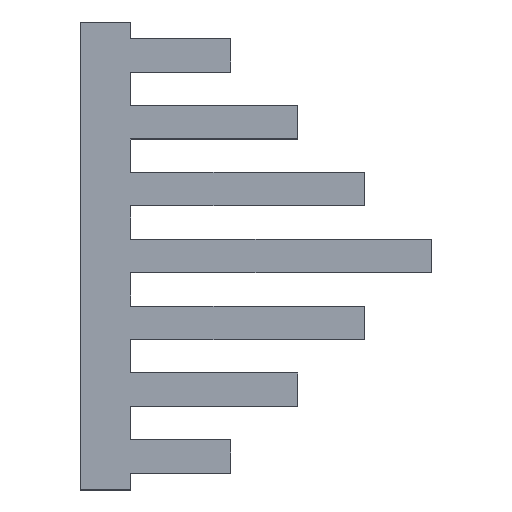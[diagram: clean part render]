
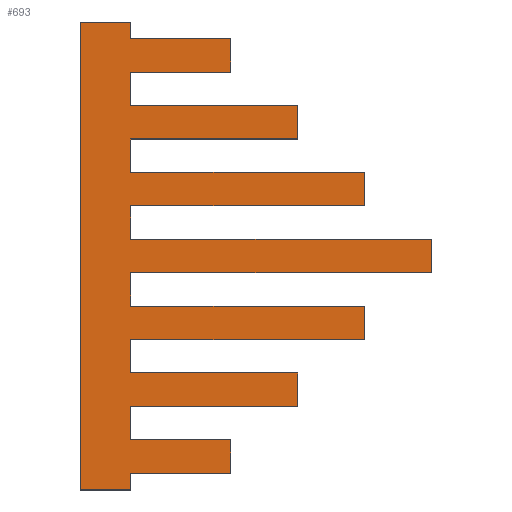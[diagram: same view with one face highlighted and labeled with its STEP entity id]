
A CAD part, top view. The second image highlights one B-rep face of the part: STEP entity #693.
In plain terms, the highlighted planar face has unit normal (0, 0, 1).
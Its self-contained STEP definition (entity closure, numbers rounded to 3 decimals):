
#47=FACE_OUTER_BOUND('',#81,.T.);
#81=EDGE_LOOP('',(#563,#564,#565,#566,#567,#568,#569,#570,#571,#572,#573,
#574,#575,#576,#577,#578,#579,#580,#581,#582,#583,#584,#585,#586,#587,#588,
#589,#590,#591,#592,#593,#594));
#85=LINE('',#917,#181);
#88=LINE('',#923,#184);
#91=LINE('',#929,#187);
#94=LINE('',#935,#190);
#97=LINE('',#941,#193);
#100=LINE('',#947,#196);
#103=LINE('',#953,#199);
#106=LINE('',#959,#202);
#109=LINE('',#965,#205);
#112=LINE('',#971,#208);
#115=LINE('',#977,#211);
#118=LINE('',#983,#214);
#121=LINE('',#989,#217);
#124=LINE('',#995,#220);
#127=LINE('',#1001,#223);
#130=LINE('',#1007,#226);
#133=LINE('',#1013,#229);
#136=LINE('',#1019,#232);
#139=LINE('',#1025,#235);
#142=LINE('',#1031,#238);
#145=LINE('',#1037,#241);
#148=LINE('',#1043,#244);
#151=LINE('',#1049,#247);
#154=LINE('',#1055,#250);
#157=LINE('',#1061,#253);
#160=LINE('',#1067,#256);
#163=LINE('',#1073,#259);
#166=LINE('',#1079,#262);
#169=LINE('',#1085,#265);
#172=LINE('',#1091,#268);
#175=LINE('',#1097,#271);
#178=LINE('',#1101,#274);
#181=VECTOR('',#749,10.);
#184=VECTOR('',#754,10.);
#187=VECTOR('',#759,10.);
#190=VECTOR('',#764,10.);
#193=VECTOR('',#769,10.);
#196=VECTOR('',#774,10.);
#199=VECTOR('',#779,10.);
#202=VECTOR('',#784,10.);
#205=VECTOR('',#789,10.);
#208=VECTOR('',#794,10.);
#211=VECTOR('',#799,10.);
#214=VECTOR('',#804,10.);
#217=VECTOR('',#809,10.);
#220=VECTOR('',#814,10.);
#223=VECTOR('',#819,10.);
#226=VECTOR('',#824,10.);
#229=VECTOR('',#829,10.);
#232=VECTOR('',#834,10.);
#235=VECTOR('',#839,10.);
#238=VECTOR('',#844,10.);
#241=VECTOR('',#849,10.);
#244=VECTOR('',#854,10.);
#247=VECTOR('',#859,10.);
#250=VECTOR('',#864,10.);
#253=VECTOR('',#869,10.);
#256=VECTOR('',#874,10.);
#259=VECTOR('',#879,10.);
#262=VECTOR('',#884,10.);
#265=VECTOR('',#889,10.);
#268=VECTOR('',#894,10.);
#271=VECTOR('',#899,10.);
#274=VECTOR('',#904,10.);
#277=VERTEX_POINT('',#914);
#278=VERTEX_POINT('',#916);
#280=VERTEX_POINT('',#922);
#282=VERTEX_POINT('',#928);
#284=VERTEX_POINT('',#934);
#286=VERTEX_POINT('',#940);
#288=VERTEX_POINT('',#946);
#290=VERTEX_POINT('',#952);
#292=VERTEX_POINT('',#958);
#294=VERTEX_POINT('',#964);
#296=VERTEX_POINT('',#970);
#298=VERTEX_POINT('',#976);
#300=VERTEX_POINT('',#982);
#302=VERTEX_POINT('',#988);
#304=VERTEX_POINT('',#994);
#306=VERTEX_POINT('',#1000);
#308=VERTEX_POINT('',#1006);
#310=VERTEX_POINT('',#1012);
#312=VERTEX_POINT('',#1018);
#314=VERTEX_POINT('',#1024);
#316=VERTEX_POINT('',#1030);
#318=VERTEX_POINT('',#1036);
#320=VERTEX_POINT('',#1042);
#322=VERTEX_POINT('',#1048);
#324=VERTEX_POINT('',#1054);
#326=VERTEX_POINT('',#1060);
#328=VERTEX_POINT('',#1066);
#330=VERTEX_POINT('',#1072);
#332=VERTEX_POINT('',#1078);
#334=VERTEX_POINT('',#1084);
#336=VERTEX_POINT('',#1090);
#338=VERTEX_POINT('',#1096);
#341=EDGE_CURVE('',#278,#277,#85,.T.);
#344=EDGE_CURVE('',#280,#278,#88,.T.);
#347=EDGE_CURVE('',#282,#280,#91,.T.);
#350=EDGE_CURVE('',#284,#282,#94,.T.);
#353=EDGE_CURVE('',#286,#284,#97,.T.);
#356=EDGE_CURVE('',#288,#286,#100,.T.);
#359=EDGE_CURVE('',#290,#288,#103,.T.);
#362=EDGE_CURVE('',#292,#290,#106,.T.);
#365=EDGE_CURVE('',#294,#292,#109,.T.);
#368=EDGE_CURVE('',#296,#294,#112,.T.);
#371=EDGE_CURVE('',#298,#296,#115,.T.);
#374=EDGE_CURVE('',#300,#298,#118,.T.);
#377=EDGE_CURVE('',#302,#300,#121,.T.);
#380=EDGE_CURVE('',#304,#302,#124,.T.);
#383=EDGE_CURVE('',#306,#304,#127,.T.);
#386=EDGE_CURVE('',#308,#306,#130,.T.);
#389=EDGE_CURVE('',#310,#308,#133,.T.);
#392=EDGE_CURVE('',#312,#310,#136,.T.);
#395=EDGE_CURVE('',#314,#312,#139,.T.);
#398=EDGE_CURVE('',#316,#314,#142,.T.);
#401=EDGE_CURVE('',#318,#316,#145,.T.);
#404=EDGE_CURVE('',#320,#318,#148,.T.);
#407=EDGE_CURVE('',#322,#320,#151,.T.);
#410=EDGE_CURVE('',#324,#322,#154,.T.);
#413=EDGE_CURVE('',#326,#324,#157,.T.);
#416=EDGE_CURVE('',#328,#326,#160,.T.);
#419=EDGE_CURVE('',#330,#328,#163,.T.);
#422=EDGE_CURVE('',#332,#330,#166,.T.);
#425=EDGE_CURVE('',#334,#332,#169,.T.);
#428=EDGE_CURVE('',#336,#334,#172,.T.);
#431=EDGE_CURVE('',#338,#336,#175,.T.);
#434=EDGE_CURVE('',#277,#338,#178,.T.);
#563=ORIENTED_EDGE('',*,*,#434,.T.);
#564=ORIENTED_EDGE('',*,*,#431,.T.);
#565=ORIENTED_EDGE('',*,*,#428,.T.);
#566=ORIENTED_EDGE('',*,*,#425,.T.);
#567=ORIENTED_EDGE('',*,*,#422,.T.);
#568=ORIENTED_EDGE('',*,*,#419,.T.);
#569=ORIENTED_EDGE('',*,*,#416,.T.);
#570=ORIENTED_EDGE('',*,*,#413,.T.);
#571=ORIENTED_EDGE('',*,*,#410,.T.);
#572=ORIENTED_EDGE('',*,*,#407,.T.);
#573=ORIENTED_EDGE('',*,*,#404,.T.);
#574=ORIENTED_EDGE('',*,*,#401,.T.);
#575=ORIENTED_EDGE('',*,*,#398,.T.);
#576=ORIENTED_EDGE('',*,*,#395,.T.);
#577=ORIENTED_EDGE('',*,*,#392,.T.);
#578=ORIENTED_EDGE('',*,*,#389,.T.);
#579=ORIENTED_EDGE('',*,*,#386,.T.);
#580=ORIENTED_EDGE('',*,*,#383,.T.);
#581=ORIENTED_EDGE('',*,*,#380,.T.);
#582=ORIENTED_EDGE('',*,*,#377,.T.);
#583=ORIENTED_EDGE('',*,*,#374,.T.);
#584=ORIENTED_EDGE('',*,*,#371,.T.);
#585=ORIENTED_EDGE('',*,*,#368,.T.);
#586=ORIENTED_EDGE('',*,*,#365,.T.);
#587=ORIENTED_EDGE('',*,*,#362,.T.);
#588=ORIENTED_EDGE('',*,*,#359,.T.);
#589=ORIENTED_EDGE('',*,*,#356,.T.);
#590=ORIENTED_EDGE('',*,*,#353,.T.);
#591=ORIENTED_EDGE('',*,*,#350,.T.);
#592=ORIENTED_EDGE('',*,*,#347,.T.);
#593=ORIENTED_EDGE('',*,*,#344,.T.);
#594=ORIENTED_EDGE('',*,*,#341,.T.);
#659=PLANE('',#741);
#693=ADVANCED_FACE('',(#47),#659,.T.);
#741=AXIS2_PLACEMENT_3D('',#1102,#905,#906);
#749=DIRECTION('',(-1.,0.,0.));
#754=DIRECTION('',(0.,1.,0.));
#759=DIRECTION('',(1.,0.,0.));
#764=DIRECTION('',(0.,1.,0.));
#769=DIRECTION('',(-1.,0.,0.));
#774=DIRECTION('',(0.,1.,0.));
#779=DIRECTION('',(1.,0.,0.));
#784=DIRECTION('',(0.,1.,0.));
#789=DIRECTION('',(-1.,0.,0.));
#794=DIRECTION('',(0.,1.,0.));
#799=DIRECTION('',(1.,0.,0.));
#804=DIRECTION('',(0.,1.,0.));
#809=DIRECTION('',(-1.,0.,0.));
#814=DIRECTION('',(0.,1.,0.));
#819=DIRECTION('',(1.,0.,0.));
#824=DIRECTION('',(0.,1.,0.));
#829=DIRECTION('',(-1.,0.,0.));
#834=DIRECTION('',(0.,1.,0.));
#839=DIRECTION('',(1.,0.,0.));
#844=DIRECTION('',(0.,1.,0.));
#849=DIRECTION('',(-1.,0.,0.));
#854=DIRECTION('',(0.,1.,0.));
#859=DIRECTION('',(1.,0.,0.));
#864=DIRECTION('',(0.,1.,0.));
#869=DIRECTION('',(-1.,0.,0.));
#874=DIRECTION('',(0.,1.,0.));
#879=DIRECTION('',(1.,0.,0.));
#884=DIRECTION('',(0.,1.,0.));
#889=DIRECTION('',(1.,0.,0.));
#894=DIRECTION('',(0.,-1.,0.));
#899=DIRECTION('',(-1.,0.,0.));
#904=DIRECTION('',(0.,1.,0.));
#905=DIRECTION('center_axis',(0.,0.,1.));
#906=DIRECTION('ref_axis',(1.,0.,0.));
#914=CARTESIAN_POINT('',(0.,-5.,2.5));
#916=CARTESIAN_POINT('',(30.,-5.,2.5));
#917=CARTESIAN_POINT('',(0.,-5.,2.5));
#922=CARTESIAN_POINT('',(30.,-15.,2.5));
#923=CARTESIAN_POINT('',(30.,-5.,2.5));
#928=CARTESIAN_POINT('',(0.,-15.,2.5));
#929=CARTESIAN_POINT('',(30.,-15.,2.5));
#934=CARTESIAN_POINT('',(0.,-25.,2.5));
#935=CARTESIAN_POINT('',(0.,-140.,2.5));
#940=CARTESIAN_POINT('',(50.,-25.,2.5));
#941=CARTESIAN_POINT('',(0.,-25.,2.5));
#946=CARTESIAN_POINT('',(50.,-35.,2.5));
#947=CARTESIAN_POINT('',(50.,-25.,2.5));
#952=CARTESIAN_POINT('',(0.,-35.,2.5));
#953=CARTESIAN_POINT('',(50.,-35.,2.5));
#958=CARTESIAN_POINT('',(0.,-45.,2.5));
#959=CARTESIAN_POINT('',(0.,-140.,2.5));
#964=CARTESIAN_POINT('',(70.,-45.,2.5));
#965=CARTESIAN_POINT('',(0.,-45.,2.5));
#970=CARTESIAN_POINT('',(70.,-55.,2.5));
#971=CARTESIAN_POINT('',(70.,-45.,2.5));
#976=CARTESIAN_POINT('',(0.,-55.,2.5));
#977=CARTESIAN_POINT('',(70.,-55.,2.5));
#982=CARTESIAN_POINT('',(0.,-65.,2.5));
#983=CARTESIAN_POINT('',(0.,-140.,2.5));
#988=CARTESIAN_POINT('',(90.,-65.,2.5));
#989=CARTESIAN_POINT('',(0.,-65.,2.5));
#994=CARTESIAN_POINT('',(90.,-75.,2.5));
#995=CARTESIAN_POINT('',(90.,-65.,2.5));
#1000=CARTESIAN_POINT('',(0.,-75.,2.5));
#1001=CARTESIAN_POINT('',(90.,-75.,2.5));
#1006=CARTESIAN_POINT('',(0.,-85.,2.5));
#1007=CARTESIAN_POINT('',(0.,-140.,2.5));
#1012=CARTESIAN_POINT('',(70.,-85.,2.5));
#1013=CARTESIAN_POINT('',(0.,-85.,2.5));
#1018=CARTESIAN_POINT('',(70.,-95.,2.5));
#1019=CARTESIAN_POINT('',(70.,-85.,2.5));
#1024=CARTESIAN_POINT('',(0.,-95.,2.5));
#1025=CARTESIAN_POINT('',(70.,-95.,2.5));
#1030=CARTESIAN_POINT('',(0.,-105.,2.5));
#1031=CARTESIAN_POINT('',(0.,-140.,2.5));
#1036=CARTESIAN_POINT('',(50.,-105.,2.5));
#1037=CARTESIAN_POINT('',(0.,-105.,2.5));
#1042=CARTESIAN_POINT('',(50.,-115.,2.5));
#1043=CARTESIAN_POINT('',(50.,-105.,2.5));
#1048=CARTESIAN_POINT('',(0.,-115.,2.5));
#1049=CARTESIAN_POINT('',(50.,-115.,2.5));
#1054=CARTESIAN_POINT('',(0.,-125.,2.5));
#1055=CARTESIAN_POINT('',(0.,-140.,2.5));
#1060=CARTESIAN_POINT('',(30.,-125.,2.5));
#1061=CARTESIAN_POINT('',(0.,-125.,2.5));
#1066=CARTESIAN_POINT('',(30.,-135.,2.5));
#1067=CARTESIAN_POINT('',(30.,-125.,2.5));
#1072=CARTESIAN_POINT('',(0.,-135.,2.5));
#1073=CARTESIAN_POINT('',(30.,-135.,2.5));
#1078=CARTESIAN_POINT('',(0.,-140.,2.5));
#1079=CARTESIAN_POINT('',(0.,-140.,2.5));
#1084=CARTESIAN_POINT('',(-15.,-140.,2.5));
#1085=CARTESIAN_POINT('',(-15.,-140.,2.5));
#1090=CARTESIAN_POINT('',(-15.,0.,2.5));
#1091=CARTESIAN_POINT('',(-15.,0.,2.5));
#1096=CARTESIAN_POINT('',(0.,0.,2.5));
#1097=CARTESIAN_POINT('',(0.,0.,2.5));
#1101=CARTESIAN_POINT('',(0.,-140.,2.5));
#1102=CARTESIAN_POINT('Origin',(37.5,-70.,2.5));
